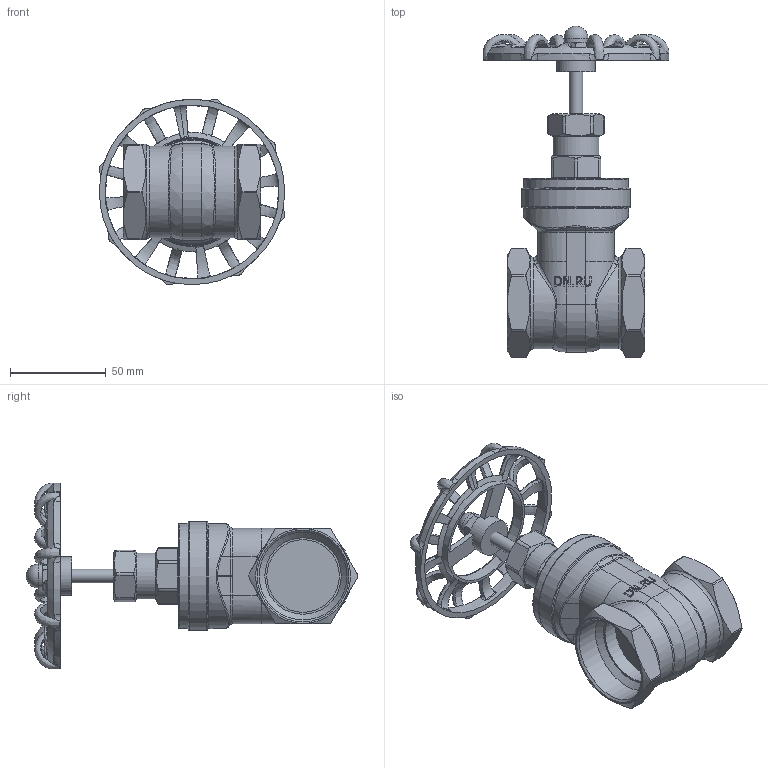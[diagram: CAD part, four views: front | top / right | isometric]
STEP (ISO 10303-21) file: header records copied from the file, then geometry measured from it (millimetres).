
FILE_DESCRIPTION(/* description */ (''),/* implementation_level */ '2;1');
FILE_NAME(/* name */ 'DN40_3D_STEP.stp',/* time_stamp */ '2025-06-18T00:51:20+03:00',/* author */ ('igorr'),/* organization */ (''),/* preprocessor_version */ 'ST-DEVELOPER v20',/* originating_system */ 'Autodesk Inventor 2025',/* authorisation */ '');
FILE_SCHEMA (('AUTOMOTIVE_DESIGN { 1 0 10303 214 3 1 1 }'));
Length unit declared in the file: millimetre
Products named in the file (4): Сборка; Деталь; Деталь1; CNS 4473 - M 8
Assembly tree (3 placements, depth 2):
  Сборка
    Деталь
    Деталь1
    CNS 4473 - M 8
Bounding box: 97.38 x 173.71 x 97.38 mm (x, y, z)
Volume: 207788.1 mm3; surface area: 55403.6 mm2
Topology: 3 solids, 3 shells, 500 faces, 1433 edges, 912 vertices
Faces by surface type: bspline 173, plane 147, cylinder 114, cone 46, torus 19, sphere 1
Full cylindrical faces by diameter (mm): 6.647 x1, 7 x1, 8 x1, 12.5 x1, 13.991 x1, 20 x1, 24 x1, 38 x2, 46 x2, 48 x2, 54 x1, 55 x2, 57 x2, 91 x1
Entity records: 25401 total; most frequent: CARTESIAN_POINT 13411, ORIENTED_EDGE 2862, DIRECTION 1733, EDGE_CURVE 1431, VERTEX_POINT 912, AXIS2_PLACEMENT_3D 686, B_SPLINE_CURVE_WITH_KNOTS 650, EDGE_LOOP 521
